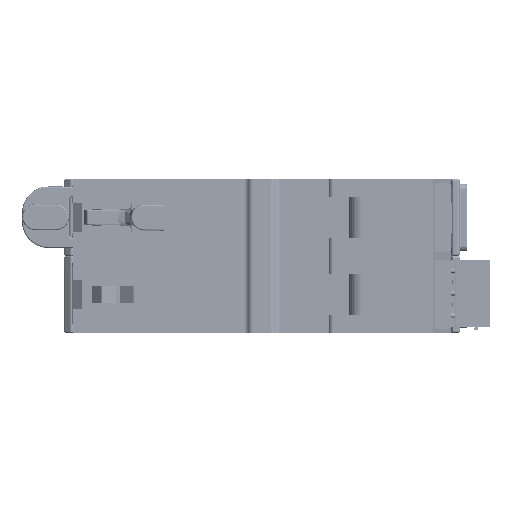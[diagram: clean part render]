
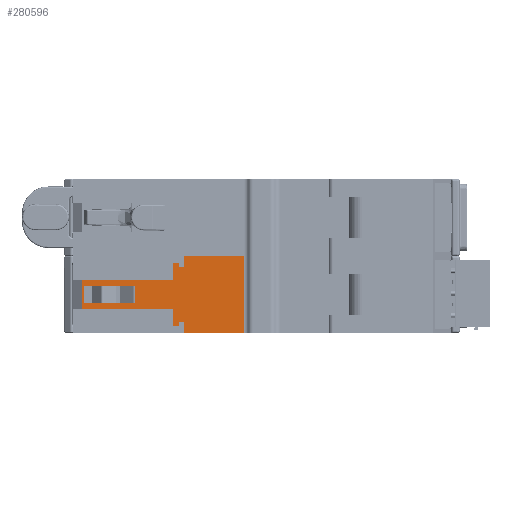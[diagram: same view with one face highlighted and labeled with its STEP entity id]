
A CAD part, front view. The second image highlights one B-rep face of the part: STEP entity #280596.
In plain terms, the highlighted planar face has unit normal (0, -1, 0).
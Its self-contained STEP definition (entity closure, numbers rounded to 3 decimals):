
#1879 = VECTOR ( 'NONE', #97852, 1000. ) ;
#4875 = ORIENTED_EDGE ( 'NONE', *, *, #151991, .T. ) ;
#8365 = DIRECTION ( 'NONE',  ( -1., 0., 0. ) ) ;
#12112 = LINE ( 'NONE', #287018, #71009 ) ;
#14261 = EDGE_CURVE ( 'NONE', #125103, #117095, #153241, .T. ) ;
#16396 = VERTEX_POINT ( 'NONE', #215980 ) ;
#17202 = VECTOR ( 'NONE', #194643, 1000. ) ;
#18404 = LINE ( 'NONE', #293329, #252751 ) ;
#21327 = EDGE_CURVE ( 'NONE', #229158, #232204, #144937, .T. ) ;
#24274 = DIRECTION ( 'NONE',  ( 0., 0., 1. ) ) ;
#24424 = VERTEX_POINT ( 'NONE', #75711 ) ;
#32747 = EDGE_CURVE ( 'NONE', #232204, #261371, #52727, .T. ) ;
#36123 = DIRECTION ( 'NONE',  ( -1., 0., 0. ) ) ;
#37813 = LINE ( 'NONE', #219613, #185417 ) ;
#39128 = ORIENTED_EDGE ( 'NONE', *, *, #124879, .T. ) ;
#40978 = VERTEX_POINT ( 'NONE', #64648 ) ;
#50234 = CARTESIAN_POINT ( 'NONE',  ( -18.476, 17.034, 102.272 ) ) ;
#52248 = ORIENTED_EDGE ( 'NONE', *, *, #84906, .F. ) ;
#52727 = LINE ( 'NONE', #139991, #1879 ) ;
#56765 = DIRECTION ( 'NONE',  ( 0., 0., 1. ) ) ;
#60924 = DIRECTION ( 'NONE',  ( 0., 0., 1. ) ) ;
#61737 = CARTESIAN_POINT ( 'NONE',  ( -3.862, 17.034, 103.772 ) ) ;
#64063 = ORIENTED_EDGE ( 'NONE', *, *, #174601, .T. ) ;
#64648 = CARTESIAN_POINT ( 'NONE',  ( -17.476, 17.034, 86.272 ) ) ;
#66554 = EDGE_CURVE ( 'NONE', #16396, #157100, #37813, .T. ) ;
#67392 = CARTESIAN_POINT ( 'NONE',  ( -28.567, 17.034, 88.272 ) ) ;
#68363 = DIRECTION ( 'NONE',  ( 0., 0., 1. ) ) ;
#71009 = VECTOR ( 'NONE', #36123, 1000. ) ;
#75711 = CARTESIAN_POINT ( 'NONE',  ( -40.682, 17.034, 102.272 ) ) ;
#76378 = CARTESIAN_POINT ( 'NONE',  ( -19.976, 17.034, 88.272 ) ) ;
#79106 = CARTESIAN_POINT ( 'NONE',  ( -17.476, 17.034, 101.272 ) ) ;
#80092 = VECTOR ( 'NONE', #60924, 1000. ) ;
#81702 = VECTOR ( 'NONE', #68363, 1000. ) ;
#81716 = ORIENTED_EDGE ( 'NONE', *, *, #66554, .T. ) ;
#83623 = EDGE_LOOP ( 'NONE', ( #151039, #194530, #64063, #81716 ) ) ;
#84906 = EDGE_CURVE ( 'NONE', #271437, #270132, #191735, .T. ) ;
#87757 = DIRECTION ( 'NONE',  ( 0., 0., -1. ) ) ;
#87954 = LINE ( 'NONE', #205120, #81702 ) ;
#88529 = CARTESIAN_POINT ( 'NONE',  ( -17.476, 17.034, 88.772 ) ) ;
#90296 = DIRECTION ( 'NONE',  ( 1., 0., 0. ) ) ;
#92607 = VERTEX_POINT ( 'NONE', #88529 ) ;
#92945 = DIRECTION ( 'NONE',  ( 0., 0., -1. ) ) ;
#94421 = LINE ( 'NONE', #67392, #216066 ) ;
#96394 = AXIS2_PLACEMENT_3D ( 'NONE', #76378, #262617, #56765 ) ;
#97852 = DIRECTION ( 'NONE',  ( 0., 0., 1. ) ) ;
#99680 = CARTESIAN_POINT ( 'NONE',  ( -28.567, 17.034, 97.042 ) ) ;
#99825 = CARTESIAN_POINT ( 'NONE',  ( -40.226, 17.034, 97.042 ) ) ;
#106932 = DIRECTION ( 'NONE',  ( -1., 0., 0. ) ) ;
#112833 = LINE ( 'NONE', #130937, #132595 ) ;
#117095 = VERTEX_POINT ( 'NONE', #99680 ) ;
#124879 = EDGE_CURVE ( 'NONE', #256721, #270132, #194757, .T. ) ;
#125103 = VERTEX_POINT ( 'NONE', #99825 ) ;
#129217 = CARTESIAN_POINT ( 'NONE',  ( -19.976, 17.034, 97.042 ) ) ;
#130937 = CARTESIAN_POINT ( 'NONE',  ( -19.976, 17.034, 88.772 ) ) ;
#132595 = VECTOR ( 'NONE', #90296, 1000. ) ;
#134274 = VECTOR ( 'NONE', #8365, 1000. ) ;
#134567 = DIRECTION ( 'NONE',  ( 1., 0., 0. ) ) ;
#137735 = VERTEX_POINT ( 'NONE', #50234 ) ;
#139991 = CARTESIAN_POINT ( 'NONE',  ( -18.476, 17.034, 88.272 ) ) ;
#142237 = EDGE_CURVE ( 'NONE', #286435, #239015, #12112, .T. ) ;
#142881 = LINE ( 'NONE', #248478, #218578 ) ;
#144937 = LINE ( 'NONE', #281630, #292083 ) ;
#146064 = EDGE_CURVE ( 'NONE', #137735, #24424, #257797, .T. ) ;
#146392 = EDGE_CURVE ( 'NONE', #157100, #125103, #230078, .T. ) ;
#148573 = ORIENTED_EDGE ( 'NONE', *, *, #240834, .T. ) ;
#151039 = ORIENTED_EDGE ( 'NONE', *, *, #146392, .T. ) ;
#151991 = EDGE_CURVE ( 'NONE', #239015, #137735, #87954, .T. ) ;
#153040 = ORIENTED_EDGE ( 'NONE', *, *, #209414, .T. ) ;
#153241 = LINE ( 'NONE', #129217, #205408 ) ;
#157087 = CARTESIAN_POINT ( 'NONE',  ( -19.976, 17.034, 86.272 ) ) ;
#157100 = VERTEX_POINT ( 'NONE', #270665 ) ;
#163083 = ORIENTED_EDGE ( 'NONE', *, *, #211162, .T. ) ;
#163427 = ORIENTED_EDGE ( 'NONE', *, *, #32747, .T. ) ;
#167012 = CARTESIAN_POINT ( 'NONE',  ( -40.682, 17.034, 88.272 ) ) ;
#174601 = EDGE_CURVE ( 'NONE', #117095, #16396, #94421, .T. ) ;
#185417 = VECTOR ( 'NONE', #106932, 1000. ) ;
#189569 = LINE ( 'NONE', #167012, #221301 ) ;
#191735 = LINE ( 'NONE', #199084, #17202 ) ;
#192709 = CARTESIAN_POINT ( 'NONE',  ( -18.476, 17.034, 101.272 ) ) ;
#194530 = ORIENTED_EDGE ( 'NONE', *, *, #14261, .T. ) ;
#194643 = DIRECTION ( 'NONE',  ( 1., 0., 0. ) ) ;
#194757 = LINE ( 'NONE', #266790, #80092 ) ;
#196676 = ORIENTED_EDGE ( 'NONE', *, *, #292023, .T. ) ;
#199084 = CARTESIAN_POINT ( 'NONE',  ( 0.274, 17.034, 103.772 ) ) ;
#199176 = CARTESIAN_POINT ( 'NONE',  ( -18.476, 17.034, 88.772 ) ) ;
#205120 = CARTESIAN_POINT ( 'NONE',  ( -18.476, 17.034, 88.272 ) ) ;
#205408 = VECTOR ( 'NONE', #294389, 1000. ) ;
#207547 = CARTESIAN_POINT ( 'NONE',  ( -40.226, 17.034, 88.272 ) ) ;
#207636 = DIRECTION ( 'NONE',  ( 0., 0., -1. ) ) ;
#209414 = EDGE_CURVE ( 'NONE', #271437, #286435, #142881, .T. ) ;
#211162 = EDGE_CURVE ( 'NONE', #261371, #92607, #112833, .T. ) ;
#214153 = CARTESIAN_POINT ( 'NONE',  ( -19.976, 17.034, 102.272 ) ) ;
#215980 = CARTESIAN_POINT ( 'NONE',  ( -28.567, 17.034, 93.002 ) ) ;
#216066 = VECTOR ( 'NONE', #92945, 1000. ) ;
#218578 = VECTOR ( 'NONE', #87757, 1000. ) ;
#219613 = CARTESIAN_POINT ( 'NONE',  ( -19.976, 17.034, 93.002 ) ) ;
#220472 = VECTOR ( 'NONE', #24274, 1000. ) ;
#221301 = VECTOR ( 'NONE', #207636, 1000. ) ;
#224858 = ORIENTED_EDGE ( 'NONE', *, *, #225592, .T. ) ;
#225592 = EDGE_CURVE ( 'NONE', #40978, #256721, #247213, .T. ) ;
#229158 = VERTEX_POINT ( 'NONE', #229774 ) ;
#229774 = CARTESIAN_POINT ( 'NONE',  ( -40.682, 17.034, 87.772 ) ) ;
#230078 = LINE ( 'NONE', #207547, #220472 ) ;
#232204 = VERTEX_POINT ( 'NONE', #257998 ) ;
#233935 = ORIENTED_EDGE ( 'NONE', *, *, #142237, .T. ) ;
#237043 = EDGE_LOOP ( 'NONE', ( #280286, #148573, #272673, #163427, #163083, #196676, #224858, #39128, #52248, #153040, #233935, #4875 ) ) ;
#237138 = FACE_OUTER_BOUND ( 'NONE', #237043, .T. ) ;
#239015 = VERTEX_POINT ( 'NONE', #192709 ) ;
#240834 = EDGE_CURVE ( 'NONE', #24424, #229158, #189569, .T. ) ;
#243160 = CARTESIAN_POINT ( 'NONE',  ( -17.476, 17.034, 103.772 ) ) ;
#247213 = LINE ( 'NONE', #157087, #255231 ) ;
#248478 = CARTESIAN_POINT ( 'NONE',  ( -17.476, 17.034, 88.272 ) ) ;
#252751 = VECTOR ( 'NONE', #269323, 1000. ) ;
#255231 = VECTOR ( 'NONE', #134567, 1000. ) ;
#256721 = VERTEX_POINT ( 'NONE', #268019 ) ;
#257627 = DIRECTION ( 'NONE',  ( 1., 0., 0. ) ) ;
#257797 = LINE ( 'NONE', #214153, #134274 ) ;
#257998 = CARTESIAN_POINT ( 'NONE',  ( -18.476, 17.034, 87.772 ) ) ;
#259690 = FACE_BOUND ( 'NONE', #83623, .T. ) ;
#261371 = VERTEX_POINT ( 'NONE', #199176 ) ;
#262617 = DIRECTION ( 'NONE',  ( 0., -1., 0. ) ) ;
#266790 = CARTESIAN_POINT ( 'NONE',  ( -3.862, 17.034, 88.272 ) ) ;
#268019 = CARTESIAN_POINT ( 'NONE',  ( -3.862, 17.034, 86.272 ) ) ;
#269323 = DIRECTION ( 'NONE',  ( 0., 0., -1. ) ) ;
#270132 = VERTEX_POINT ( 'NONE', #61737 ) ;
#270665 = CARTESIAN_POINT ( 'NONE',  ( -40.226, 17.034, 93.002 ) ) ;
#271437 = VERTEX_POINT ( 'NONE', #243160 ) ;
#272673 = ORIENTED_EDGE ( 'NONE', *, *, #21327, .T. ) ;
#280286 = ORIENTED_EDGE ( 'NONE', *, *, #146064, .T. ) ;
#280596 = ADVANCED_FACE ( 'NONE', ( #259690, #237138 ), #282225, .T. ) ;
#281630 = CARTESIAN_POINT ( 'NONE',  ( -19.976, 17.034, 87.772 ) ) ;
#282225 = PLANE ( 'NONE',  #96394 ) ;
#286435 = VERTEX_POINT ( 'NONE', #79106 ) ;
#287018 = CARTESIAN_POINT ( 'NONE',  ( -19.976, 17.034, 101.272 ) ) ;
#292023 = EDGE_CURVE ( 'NONE', #92607, #40978, #18404, .T. ) ;
#292083 = VECTOR ( 'NONE', #257627, 1000. ) ;
#293329 = CARTESIAN_POINT ( 'NONE',  ( -17.476, 17.034, 88.272 ) ) ;
#294389 = DIRECTION ( 'NONE',  ( 1., 0., 0. ) ) ;
